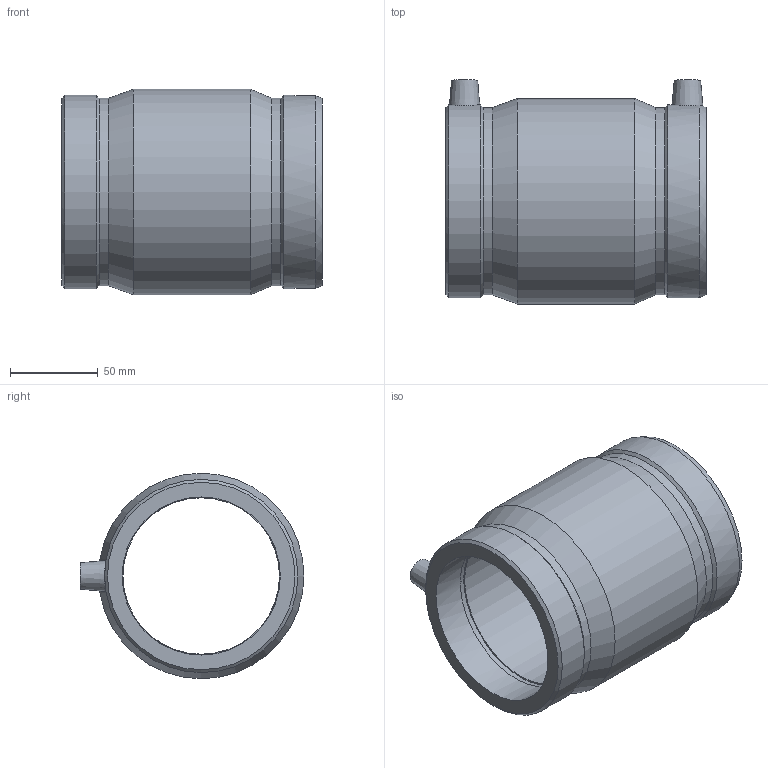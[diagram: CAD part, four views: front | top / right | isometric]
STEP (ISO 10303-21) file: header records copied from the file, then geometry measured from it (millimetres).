
FILE_DESCRIPTION(/* description */ ('PLASSON COUPLER 90 PN25'),/* implementation_level */ '2;1');
FILE_NAME(/* name */ '450104090.ipt.stp',/* time_stamp */ '2017-11-06T09:08:54+02:00',/* author */ ('KIM'),/* organization */ (''),/* preprocessor_version */ 'ST-DEVELOPER v15.6',/* originating_system */ 'Autodesk Inventor 2015',/* authorisation */ '');
FILE_SCHEMA (('AUTOMOTIVE_DESIGN { 1 0 10303 214 3 1 1 }'));
Length unit declared in the file: millimetre
Products named in the file (1): 450104090
Bounding box: 148 x 127.5 x 117 mm (x, y, z)
Volume: 551540.5 mm3; surface area: 104347.5 mm2
Topology: 1 solids, 1 shells, 38 faces, 76 edges, 48 vertices
Faces by surface type: cylinder 14, plane 12, cone 12
Full cylindrical faces by diameter (mm): 4 x2, 10 x2, 89.1 x1, 90 x4, 106.681 x2, 109.98 x2, 117 x1
Entity records: 881 total; most frequent: CARTESIAN_POINT 210, DIRECTION 146, ORIENTED_EDGE 82, EDGE_LOOP 73, AXIS2_PLACEMENT_3D 73, EDGE_CURVE 41, FACE_OUTER_BOUND 38, VERTEX_POINT 38
